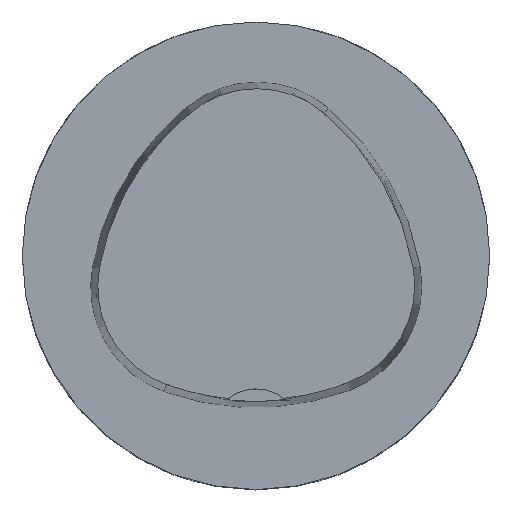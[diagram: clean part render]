
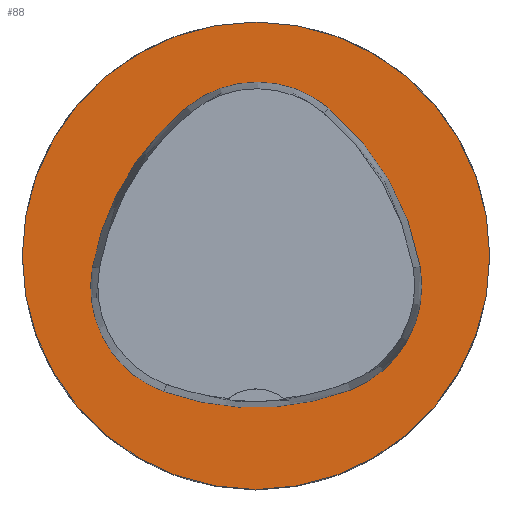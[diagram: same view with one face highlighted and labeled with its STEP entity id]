
A CAD part, top view. The second image highlights one B-rep face of the part: STEP entity #88.
In plain terms, the highlighted planar face has unit normal (0, 0, 1).
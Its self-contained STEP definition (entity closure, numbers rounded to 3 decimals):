
#33=PLANE('',#483);
#88=ADVANCED_FACE('',(#137,#138),#33,.T.);
#110=CIRCLE('',#454,31.5);
#112=CIRCLE('',#461,36.);
#114=CIRCLE('',#464,15.);
#116=CIRCLE('',#467,36.);
#118=CIRCLE('',#470,15.);
#122=CIRCLE('',#475,36.);
#124=CIRCLE('',#478,15.);
#137=FACE_BOUND('',#158,.T.);
#138=FACE_BOUND('',#159,.T.);
#158=EDGE_LOOP('',(#243,#244,#245,#246,#247,#248));
#159=EDGE_LOOP('',(#249));
#243=ORIENTED_EDGE('',*,*,#370,.T.);
#244=ORIENTED_EDGE('',*,*,#350,.T.);
#245=ORIENTED_EDGE('',*,*,#354,.T.);
#246=ORIENTED_EDGE('',*,*,#357,.T.);
#247=ORIENTED_EDGE('',*,*,#360,.T.);
#248=ORIENTED_EDGE('',*,*,#368,.T.);
#249=ORIENTED_EDGE('',*,*,#340,.F.);
#303=VERTEX_POINT('',#669);
#313=VERTEX_POINT('',#690);
#314=VERTEX_POINT('',#691);
#317=VERTEX_POINT('',#699);
#319=VERTEX_POINT('',#705);
#321=VERTEX_POINT('',#711);
#328=VERTEX_POINT('',#732);
#340=EDGE_CURVE('',#303,#303,#110,.T.);
#350=EDGE_CURVE('',#313,#314,#112,.T.);
#354=EDGE_CURVE('',#314,#317,#114,.T.);
#357=EDGE_CURVE('',#317,#319,#116,.T.);
#360=EDGE_CURVE('',#319,#321,#118,.T.);
#368=EDGE_CURVE('',#321,#328,#122,.T.);
#370=EDGE_CURVE('',#328,#313,#124,.T.);
#454=AXIS2_PLACEMENT_3D('',#668,#526,#527);
#461=AXIS2_PLACEMENT_3D('',#689,#544,#545);
#464=AXIS2_PLACEMENT_3D('',#698,#552,#553);
#467=AXIS2_PLACEMENT_3D('',#704,#559,#560);
#470=AXIS2_PLACEMENT_3D('',#710,#566,#567);
#475=AXIS2_PLACEMENT_3D('',#733,#578,#579);
#478=AXIS2_PLACEMENT_3D('',#736,#584,#585);
#483=AXIS2_PLACEMENT_3D('',#741,#594,#595);
#526=DIRECTION('',(0.,0.,-1.));
#527=DIRECTION('',(-1.,0.,0.));
#544=DIRECTION('',(0.,0.,-1.));
#545=DIRECTION('',(-1.,0.,0.));
#552=DIRECTION('',(0.,0.,-1.));
#553=DIRECTION('',(-1.,0.,0.));
#559=DIRECTION('',(0.,0.,-1.));
#560=DIRECTION('',(-1.,0.,0.));
#566=DIRECTION('',(0.,0.,-1.));
#567=DIRECTION('',(-1.,0.,0.));
#578=DIRECTION('',(0.,0.,-1.));
#579=DIRECTION('',(-1.,0.,0.));
#584=DIRECTION('',(0.,0.,-1.));
#585=DIRECTION('',(-1.,0.,0.));
#594=DIRECTION('',(0.,0.,1.));
#595=DIRECTION('',(1.,0.,0.));
#668=CARTESIAN_POINT('',(0.,0.,0.));
#669=CARTESIAN_POINT('',(-31.5,0.,0.));
#689=CARTESIAN_POINT('',(13.398,-7.893,0.));
#690=CARTESIAN_POINT('',(-22.041,-1.562,0.));
#691=CARTESIAN_POINT('',(-9.317,20.036,0.));
#698=CARTESIAN_POINT('',(0.148,8.399,0.));
#699=CARTESIAN_POINT('',(9.779,19.898,0.));
#704=CARTESIAN_POINT('',(-13.337,-7.7,0.));
#705=CARTESIAN_POINT('',(22.122,-1.48,0.));
#710=CARTESIAN_POINT('',(7.347,-4.071,0.));
#711=CARTESIAN_POINT('',(12.693,-18.087,0.));
#732=CARTESIAN_POINT('',(-12.373,-18.307,0.));
#733=CARTESIAN_POINT('',(-0.137,15.55,0.));
#736=CARTESIAN_POINT('',(-7.275,-4.2,0.));
#741=CARTESIAN_POINT('',(0.,0.,0.));
